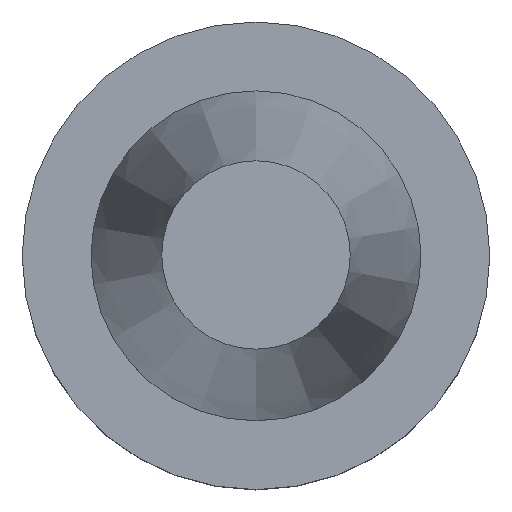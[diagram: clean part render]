
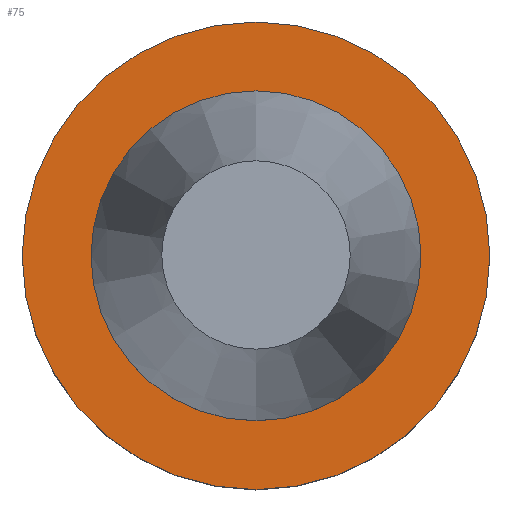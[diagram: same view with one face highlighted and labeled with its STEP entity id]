
A CAD part, top view. The second image highlights one B-rep face of the part: STEP entity #75.
In plain terms, the highlighted planar face has unit normal (0, 0, 1).
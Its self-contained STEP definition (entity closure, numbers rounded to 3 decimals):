
#75=ADVANCED_FACE('',(#90,#91),#92,.T.);
#90=FACE_OUTER_BOUND('',#130,.T.);
#91=FACE_BOUND('',#131,.T.);
#92=PLANE('',#132);
#130=EDGE_LOOP('',(#170));
#131=EDGE_LOOP('',(#171));
#132=AXIS2_PLACEMENT_3D('',#172,#173,#174);
#170=ORIENTED_EDGE('',*,*,#238,.T.);
#171=ORIENTED_EDGE('',*,*,#239,.F.);
#172=CARTESIAN_POINT('',(0.,11.113,-2.0));
#173=DIRECTION('',(0.,0.,1.0));
#174=DIRECTION('',(0.,1.0,0.));
#238=EDGE_CURVE('',#251,#251,#252,.T.);
#239=EDGE_CURVE('',#253,#253,#254,.T.);
#251=VERTEX_POINT('',#277);
#252=CIRCLE('',#278,31.5);
#253=VERTEX_POINT('',#279);
#254=CIRCLE('',#280,22.225);
#277=CARTESIAN_POINT('',(0.,31.5,-2.0));
#278=AXIS2_PLACEMENT_3D('',#303,#304,#305);
#279=CARTESIAN_POINT('',(0.,22.225,-2.0));
#280=AXIS2_PLACEMENT_3D('',#306,#307,#308);
#303=CARTESIAN_POINT('',(0.,0.,-2.0));
#304=DIRECTION('',(0.,0.,1.0));
#305=DIRECTION('',(0.,1.0,0.));
#306=CARTESIAN_POINT('',(0.,0.,-2.0));
#307=DIRECTION('',(0.,0.,1.0));
#308=DIRECTION('',(0.,1.0,0.));
